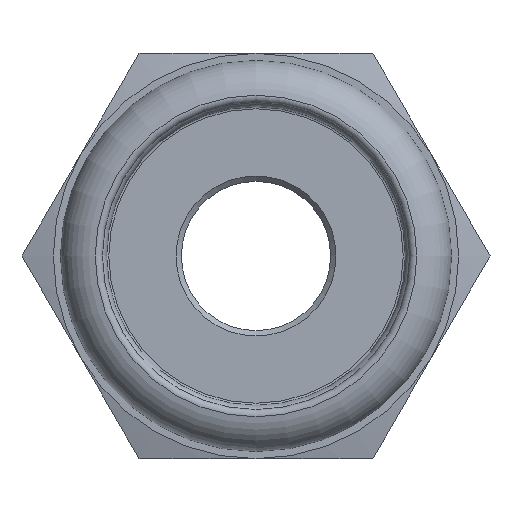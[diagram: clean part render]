
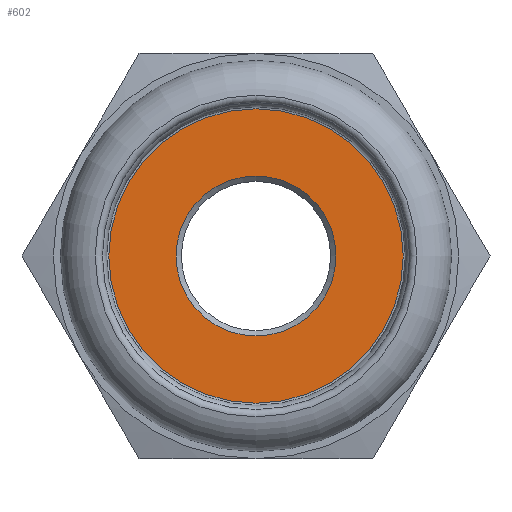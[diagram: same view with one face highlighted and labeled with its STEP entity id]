
A CAD part, front view. The second image highlights one B-rep face of the part: STEP entity #602.
In plain terms, the highlighted planar face has unit normal (0, -1, 0).
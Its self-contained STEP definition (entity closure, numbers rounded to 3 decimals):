
#39=FACE_BOUND('',#153,.T.);
#43=PLANE('',#680);
#113=FACE_OUTER_BOUND('',#152,.T.);
#152=EDGE_LOOP('',(#434,#435));
#153=EDGE_LOOP('',(#436));
#203=CIRCLE('',#674,7.5);
#208=CIRCLE('',#681,13.8);
#209=CIRCLE('',#682,13.8);
#256=VERTEX_POINT('',#989);
#261=VERTEX_POINT('',#1003);
#262=VERTEX_POINT('',#1004);
#320=EDGE_CURVE('',#256,#256,#203,.T.);
#327=EDGE_CURVE('',#261,#262,#208,.T.);
#328=EDGE_CURVE('',#262,#261,#209,.T.);
#434=ORIENTED_EDGE('',*,*,#327,.F.);
#435=ORIENTED_EDGE('',*,*,#328,.F.);
#436=ORIENTED_EDGE('',*,*,#320,.F.);
#602=ADVANCED_FACE('',(#113,#39),#43,.T.);
#674=AXIS2_PLACEMENT_3D('',#990,#791,#792);
#680=AXIS2_PLACEMENT_3D('',#1002,#805,#806);
#681=AXIS2_PLACEMENT_3D('',#1005,#807,#808);
#682=AXIS2_PLACEMENT_3D('',#1006,#809,#810);
#791=DIRECTION('center_axis',(0.,-1.,0.));
#792=DIRECTION('ref_axis',(0.,0.,-1.));
#805=DIRECTION('center_axis',(0.,-1.,0.));
#806=DIRECTION('ref_axis',(0.,0.,-1.));
#807=DIRECTION('center_axis',(0.,1.,0.));
#808=DIRECTION('ref_axis',(0.,0.,-1.));
#809=DIRECTION('center_axis',(0.,1.,0.));
#810=DIRECTION('ref_axis',(0.,0.,-1.));
#989=CARTESIAN_POINT('',(0.,23.,7.5));
#990=CARTESIAN_POINT('Origin',(0.,23.,0.));
#1002=CARTESIAN_POINT('Origin',(0.,23.,11.35));
#1003=CARTESIAN_POINT('',(0.,23.,13.8));
#1004=CARTESIAN_POINT('',(0.,23.,-13.8));
#1005=CARTESIAN_POINT('Origin',(0.,23.,0.));
#1006=CARTESIAN_POINT('Origin',(0.,23.,0.));
